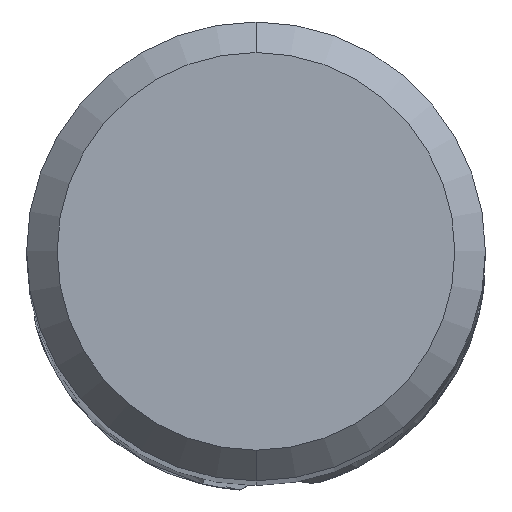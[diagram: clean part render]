
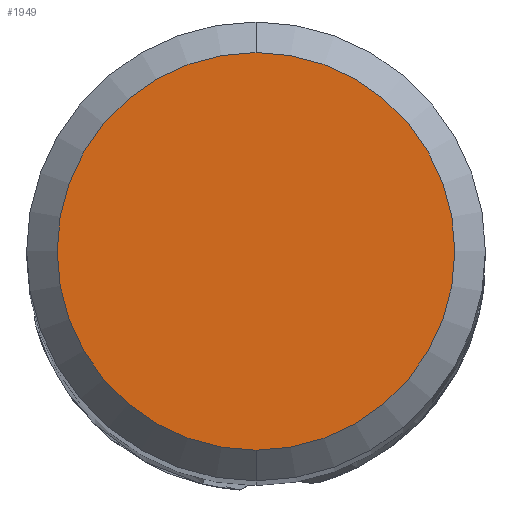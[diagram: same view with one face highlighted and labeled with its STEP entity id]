
A CAD part, top view. The second image highlights one B-rep face of the part: STEP entity #1949.
In plain terms, the highlighted planar face has unit normal (0, 0, 1).
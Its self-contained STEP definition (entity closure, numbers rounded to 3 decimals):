
#1077=VERTEX_POINT('',#2525);
#1147=EDGE_CURVE('',#2031,#1077,#2599,.T.);
#1309=EDGE_CURVE('',#1077,#2031,#2778,.T.);
#1949=ADVANCED_FACE('',(#3468),#3469,.T.);
#2031=VERTEX_POINT('',#3557);
#2525=CARTESIAN_POINT('',(0.0,2.6,0.0));
#2599=CIRCLE('',#5579,2.6);
#2778=CIRCLE('',#6914,2.6);
#3468=FACE_OUTER_BOUND('',#10690,.T.);
#3469=PLANE('',#10691);
#3557=CARTESIAN_POINT('',(0.,-2.6,0.0));
#5579=AXIS2_PLACEMENT_3D('',#12120,#12121,#12122);
#6914=AXIS2_PLACEMENT_3D('',#12326,#12327,#12328);
#10690=EDGE_LOOP('',(#12989,#12990));
#10691=AXIS2_PLACEMENT_3D('',#12991,#12992,#12993);
#12120=CARTESIAN_POINT('',(0.0,0.0,0.0));
#12121=DIRECTION('',(0.0,0.0,-1.0));
#12122=DIRECTION('',(0.0,1.0,0.0));
#12326=CARTESIAN_POINT('',(0.0,0.0,0.0));
#12327=DIRECTION('',(0.0,0.0,-1.0));
#12328=DIRECTION('',(0.0,1.0,0.0));
#12989=ORIENTED_EDGE('',*,*,#1309,.F.);
#12990=ORIENTED_EDGE('',*,*,#1147,.F.);
#12991=CARTESIAN_POINT('',(0.0,1.3,0.0));
#12992=DIRECTION('',(-0.0,0.0,1.0));
#12993=DIRECTION('',(0.0,-1.0,0.0));
